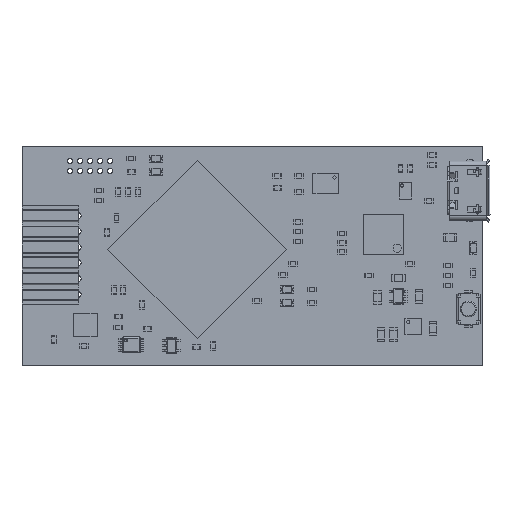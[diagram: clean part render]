
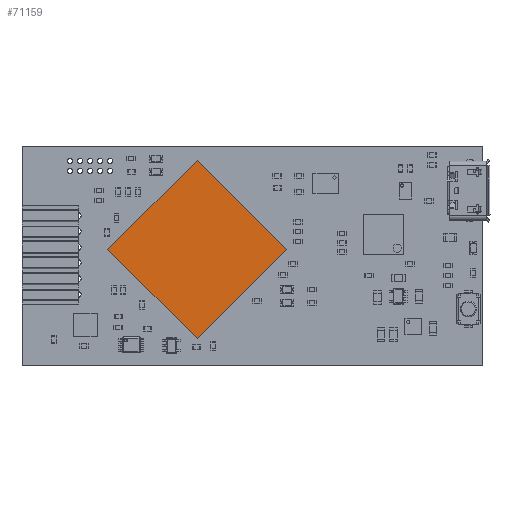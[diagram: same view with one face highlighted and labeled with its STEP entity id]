
A CAD part, top view. The second image highlights one B-rep face of the part: STEP entity #71159.
In plain terms, the highlighted planar face has unit normal (0, 0, 1).
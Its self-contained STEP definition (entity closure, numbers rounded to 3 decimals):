
#71030 = VERTEX_POINT('',#71031);
#71031 = CARTESIAN_POINT('',(0.,11.314,1.07)
  );
#71037 = EDGE_CURVE('',#71030,#71038,#71040,.T.);
#71038 = VERTEX_POINT('',#71039);
#71039 = CARTESIAN_POINT('',(-11.314,0.,1.07)
  );
#71040 = LINE('',#71041,#71042);
#71041 = CARTESIAN_POINT('',(0.,11.314,1.07)
  );
#71042 = VECTOR('',#71043,1.);
#71043 = DIRECTION('',(-0.707,-0.707,0.));
#71068 = EDGE_CURVE('',#71038,#71069,#71071,.T.);
#71069 = VERTEX_POINT('',#71070);
#71070 = CARTESIAN_POINT('',(0.,-11.314,1.07
    ));
#71071 = LINE('',#71072,#71073);
#71072 = CARTESIAN_POINT('',(-11.314,0.,1.07)
  );
#71073 = VECTOR('',#71074,1.);
#71074 = DIRECTION('',(0.707,-0.707,0.));
#71099 = EDGE_CURVE('',#71069,#71100,#71102,.T.);
#71100 = VERTEX_POINT('',#71101);
#71101 = CARTESIAN_POINT('',(11.314,0.,1.07)
  );
#71102 = LINE('',#71103,#71104);
#71103 = CARTESIAN_POINT('',(0.,-11.314,1.07
    ));
#71104 = VECTOR('',#71105,1.);
#71105 = DIRECTION('',(0.707,0.707,0.));
#71130 = EDGE_CURVE('',#71100,#71030,#71131,.T.);
#71131 = LINE('',#71132,#71133);
#71132 = CARTESIAN_POINT('',(11.314,0.,1.07)
  );
#71133 = VECTOR('',#71134,1.);
#71134 = DIRECTION('',(-0.707,0.707,0.));
#71159 = ADVANCED_FACE('',(#71160),#71166,.F.);
#71160 = FACE_BOUND('',#71161,.T.);
#71161 = EDGE_LOOP('',(#71162,#71163,#71164,#71165));
#71162 = ORIENTED_EDGE('',*,*,#71037,.T.);
#71163 = ORIENTED_EDGE('',*,*,#71068,.T.);
#71164 = ORIENTED_EDGE('',*,*,#71099,.T.);
#71165 = ORIENTED_EDGE('',*,*,#71130,.T.);
#71166 = PLANE('',#71167);
#71167 = AXIS2_PLACEMENT_3D('',#71168,#71169,#71170);
#71168 = CARTESIAN_POINT('',(0.,11.314,1.07)
  );
#71169 = DIRECTION('',(0.,0.,-1.));
#71170 = DIRECTION('',(-1.,0.,0.));
